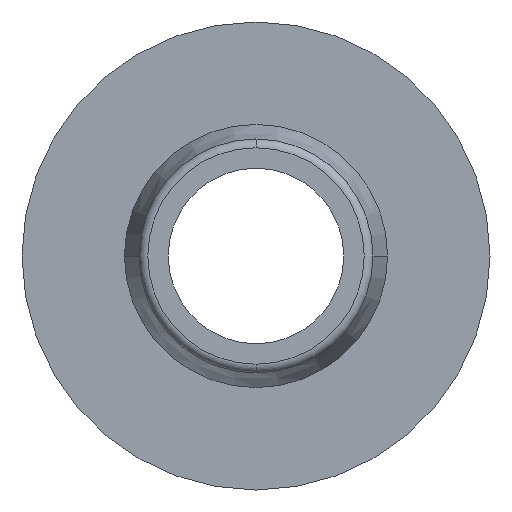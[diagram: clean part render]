
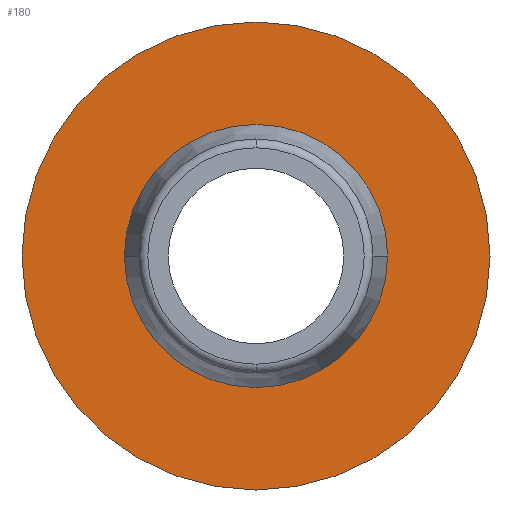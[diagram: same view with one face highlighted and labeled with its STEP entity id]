
A CAD part, front view. The second image highlights one B-rep face of the part: STEP entity #180.
In plain terms, the highlighted planar face has unit normal (0, -1, 0).
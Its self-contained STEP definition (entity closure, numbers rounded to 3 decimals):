
#180=ADVANCED_FACE('',(#365,#366),#367,.T.);
#365=FACE_OUTER_BOUND('',#544,.T.);
#366=FACE_BOUND('',#545,.T.);
#367=PLANE('',#546);
#544=EDGE_LOOP('',(#969,#970));
#545=EDGE_LOOP('',(#971,#972));
#546=AXIS2_PLACEMENT_3D('',#973,#974,#975);
#969=ORIENTED_EDGE('',*,*,#1151,.T.);
#970=ORIENTED_EDGE('',*,*,#1063,.T.);
#971=ORIENTED_EDGE('',*,*,#1010,.F.);
#972=ORIENTED_EDGE('',*,*,#1117,.F.);
#973=CARTESIAN_POINT('',(0.0,14.0,0.0));
#974=DIRECTION('',(0.0,-1.0,0.0));
#975=DIRECTION('',(-1.0,0.0,0.0));
#1010=EDGE_CURVE('',#1187,#1183,#1189,.T.);
#1063=EDGE_CURVE('',#1269,#1266,#1270,.T.);
#1117=EDGE_CURVE('',#1183,#1187,#1345,.T.);
#1151=EDGE_CURVE('',#1266,#1269,#1383,.T.);
#1183=VERTEX_POINT('',#1419);
#1187=VERTEX_POINT('',#1424);
#1189=CIRCLE('',#1427,4.5);
#1266=VERTEX_POINT('',#1522);
#1269=VERTEX_POINT('',#1526);
#1270=CIRCLE('',#1527,8.0);
#1345=CIRCLE('',#1615,4.5);
#1383=CIRCLE('',#1657,8.0);
#1419=CARTESIAN_POINT('',(4.5,14.0,0.));
#1424=CARTESIAN_POINT('',(-4.5,14.0,0.));
#1427=AXIS2_PLACEMENT_3D('',#1693,#1694,#1695);
#1522=CARTESIAN_POINT('',(8.0,14.0,0.0));
#1526=CARTESIAN_POINT('',(-8.0,14.0,0.));
#1527=AXIS2_PLACEMENT_3D('',#1775,#1776,#1777);
#1615=AXIS2_PLACEMENT_3D('',#1866,#1867,#1868);
#1657=AXIS2_PLACEMENT_3D('',#1906,#1907,#1908);
#1693=CARTESIAN_POINT('',(0.0,14.0,0.0));
#1694=DIRECTION('',(0.0,-1.0,0.0));
#1695=DIRECTION('',(1.0,0.0,0.0));
#1775=CARTESIAN_POINT('',(0.0,14.0,0.0));
#1776=DIRECTION('',(0.0,-1.0,0.0));
#1777=DIRECTION('',(1.0,0.0,0.0));
#1866=CARTESIAN_POINT('',(0.0,14.0,0.0));
#1867=DIRECTION('',(0.0,-1.0,0.0));
#1868=DIRECTION('',(1.0,0.0,0.0));
#1906=CARTESIAN_POINT('',(0.0,14.0,0.0));
#1907=DIRECTION('',(0.0,-1.0,0.0));
#1908=DIRECTION('',(1.0,0.0,0.0));
